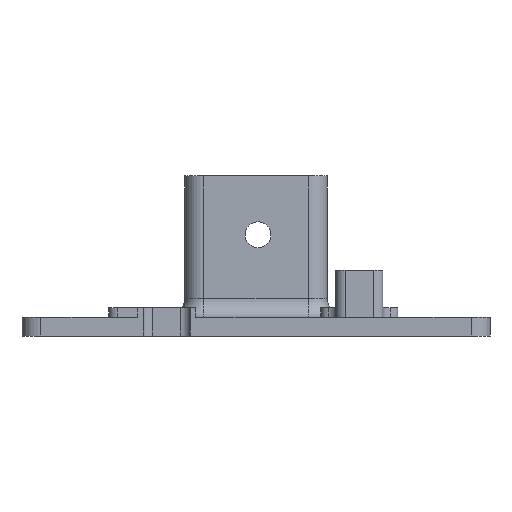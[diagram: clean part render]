
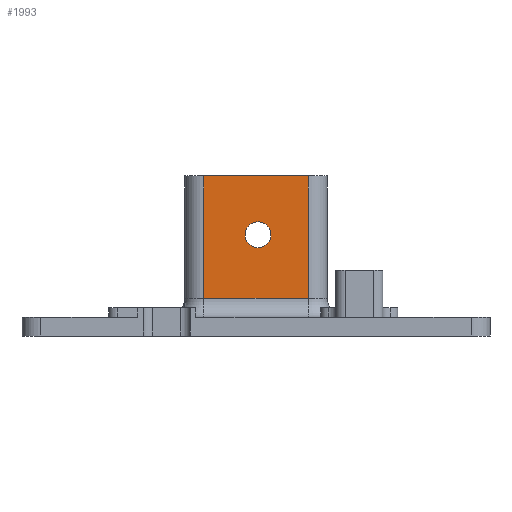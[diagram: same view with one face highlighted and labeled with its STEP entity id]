
A CAD part, left-side view. The second image highlights one B-rep face of the part: STEP entity #1993.
In plain terms, the highlighted planar face has unit normal (-1, 0, 0).
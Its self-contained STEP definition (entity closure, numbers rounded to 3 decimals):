
#23=FACE_BOUND('',#281,.T.);
#78=PLANE('',#2213);
#173=FACE_OUTER_BOUND('',#280,.T.);
#280=EDGE_LOOP('',(#1709,#1710,#1711,#1712));
#281=EDGE_LOOP('',(#1713));
#462=LINE('',#3343,#647);
#467=LINE('',#3364,#652);
#470=LINE('',#3371,#655);
#471=LINE('',#3373,#656);
#647=VECTOR('',#2718,10.);
#652=VECTOR('',#2743,10.);
#655=VECTOR('',#2750,10.);
#656=VECTOR('',#2753,10.);
#769=CIRCLE('',#2190,2.75);
#823=VERTEX_POINT('',#2946);
#947=VERTEX_POINT('',#3323);
#951=VERTEX_POINT('',#3337);
#958=VERTEX_POINT('',#3362);
#959=VERTEX_POINT('',#3367);
#1210=EDGE_CURVE('',#947,#947,#769,.T.);
#1219=EDGE_CURVE('',#951,#823,#462,.T.);
#1229=EDGE_CURVE('',#958,#951,#467,.T.);
#1233=EDGE_CURVE('',#823,#959,#470,.T.);
#1234=EDGE_CURVE('',#959,#958,#471,.T.);
#1709=ORIENTED_EDGE('',*,*,#1233,.F.);
#1710=ORIENTED_EDGE('',*,*,#1219,.F.);
#1711=ORIENTED_EDGE('',*,*,#1229,.F.);
#1712=ORIENTED_EDGE('',*,*,#1234,.F.);
#1713=ORIENTED_EDGE('',*,*,#1210,.T.);
#1993=ADVANCED_FACE('',(#173,#23),#78,.T.);
#2190=AXIS2_PLACEMENT_3D('',#3325,#2694,#2695);
#2213=AXIS2_PLACEMENT_3D('',#3372,#2751,#2752);
#2694=DIRECTION('center_axis',(1.,0.,0.));
#2695=DIRECTION('ref_axis',(0.,0.,-1.));
#2718=DIRECTION('',(0.,1.,0.));
#2743=DIRECTION('',(0.,0.,-1.));
#2750=DIRECTION('',(0.,0.,1.));
#2751=DIRECTION('center_axis',(-1.,0.,0.));
#2752=DIRECTION('ref_axis',(0.,-1.,0.));
#2753=DIRECTION('',(0.,-1.,0.));
#2946=CARTESIAN_POINT('',(-15.125,11.125,8.));
#3323=CARTESIAN_POINT('',(-15.125,-0.433,24.256));
#3325=CARTESIAN_POINT('Origin',(-15.125,-0.433,21.506));
#3337=CARTESIAN_POINT('',(-15.125,-11.125,8.));
#3343=CARTESIAN_POINT('',(-15.125,7.563,8.));
#3362=CARTESIAN_POINT('',(-15.125,-11.125,34.));
#3364=CARTESIAN_POINT('',(-15.125,-11.125,4.));
#3367=CARTESIAN_POINT('',(-15.125,11.125,34.));
#3371=CARTESIAN_POINT('',(-15.125,11.125,4.));
#3372=CARTESIAN_POINT('Origin',(-15.125,15.125,4.));
#3373=CARTESIAN_POINT('',(-15.125,15.125,34.));
